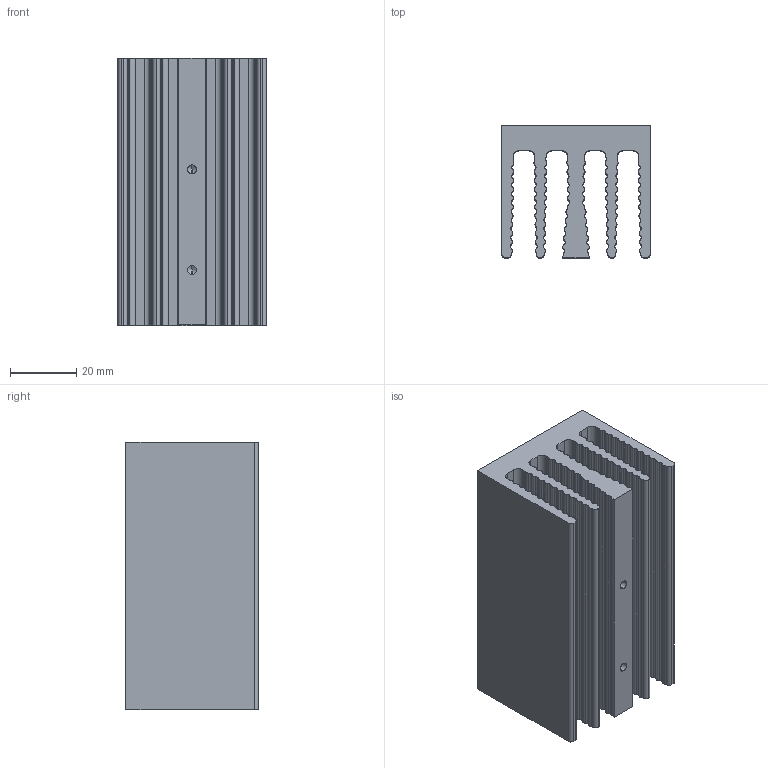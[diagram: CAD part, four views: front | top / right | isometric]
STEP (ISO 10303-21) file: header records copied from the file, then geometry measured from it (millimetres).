
FILE_DESCRIPTION (( 'STEP AP214' ), '1' );
FILE_NAME ('107511.STEP', '2011-07-09T20:19:03', ( 'LALo' ), ( 'Edi Foundation' ), 'SwSTEP 2.0', 'SolidWorks 2011', '' );
FILE_SCHEMA (( 'AUTOMOTIVE_DESIGN' ));
Length unit declared in the file: inch
Products named in the file (1): 107511
Bounding box: 45.01 x 40.01 x 81 mm (x, y, z)
Surface area: 38490.9 mm2 (no closed solid volume)
Topology: 0 solids, 342 shells, 346 faces, 2022 edges, 2006 vertices
Faces by surface type: cylinder 303, plane 31, cone 12
Entity records: 33740 total; most frequent: CARTESIAN_POINT 19505, DIRECTION 2698, ORIENTED_EDGE 2014, EDGE_CURVE 2010, VERTEX_POINT 2006, AXIS2_PLACEMENT_3D 967, LINE 764, VECTOR 764
